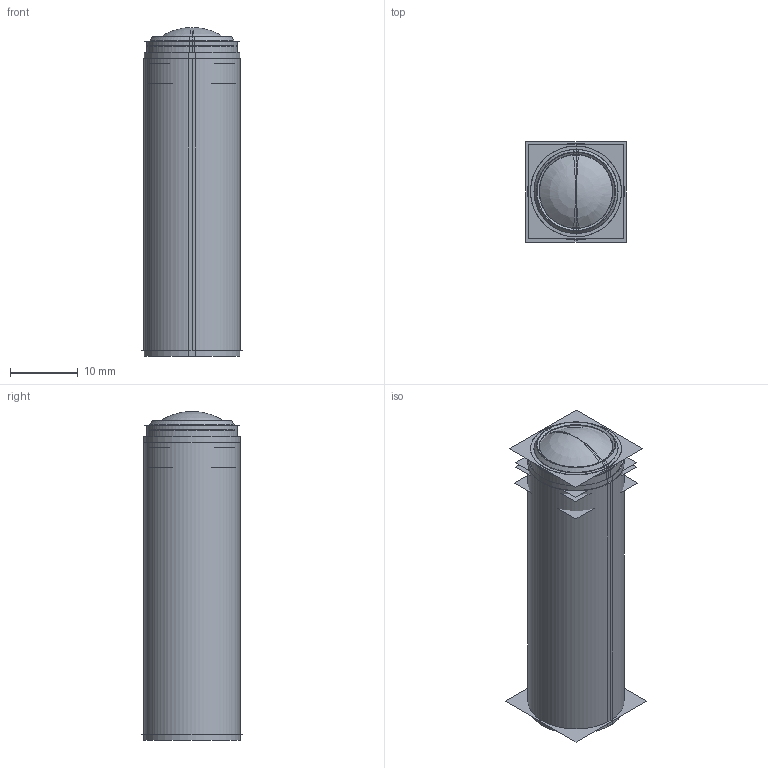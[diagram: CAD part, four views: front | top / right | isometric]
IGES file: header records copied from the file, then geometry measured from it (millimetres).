
Start section:  PTC IGES file: 193329.igs
Global section: file name: 193329.igs; native system: Creo Parametric by Parametric Technology Corporation; preprocessor: 2013230; author: pdmadmin; organization: Unknown; date: 20160210.100155; units: millimetre
Bounding box: 14.79 x 14.79 x 48.64 mm (x, y, z)
Volume: 7893.2 mm3; surface area: 38616.3 mm2
Topology: 5 solids, 5 shells, 178 faces, 920 edges, 1182 vertices
Faces by surface type: revolution 140, bspline 38
